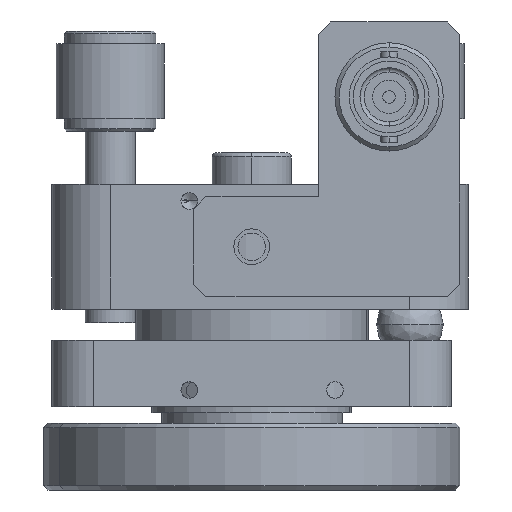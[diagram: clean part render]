
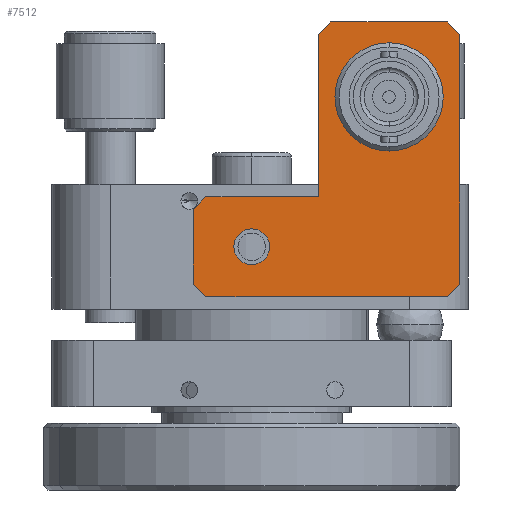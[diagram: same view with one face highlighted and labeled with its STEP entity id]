
A CAD part, front view. The second image highlights one B-rep face of the part: STEP entity #7512.
In plain terms, the highlighted planar face has unit normal (0, -1, 0).
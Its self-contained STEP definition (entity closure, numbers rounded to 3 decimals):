
#120 = ORIENTED_EDGE ( 'NONE', *, *, #2813, .T. ) ;
#148 = AXIS2_PLACEMENT_3D ( 'NONE', #7495, #9101, #9133 ) ;
#192 = DIRECTION ( 'NONE',  ( 0., -1., 0. ) ) ;
#219 = EDGE_CURVE ( 'NONE', #9042, #8793, #2005, .T. ) ;
#409 = VERTEX_POINT ( 'NONE', #6309 ) ;
#452 = EDGE_LOOP ( 'NONE', ( #4640, #1938 ) ) ;
#551 = VERTEX_POINT ( 'NONE', #951 ) ;
#606 = EDGE_CURVE ( 'NONE', #1061, #8739, #8455, .T. ) ;
#644 = ORIENTED_EDGE ( 'NONE', *, *, #9080, .T. ) ;
#795 = CARTESIAN_POINT ( 'NONE',  ( 19.092, -41.27, 75.714 ) ) ;
#951 = CARTESIAN_POINT ( 'NONE',  ( 17.592, -41.27, 44.214 ) ) ;
#978 = VECTOR ( 'NONE', #8874, 1000. ) ;
#1048 = ORIENTED_EDGE ( 'NONE', *, *, #5478, .F. ) ;
#1061 = VERTEX_POINT ( 'NONE', #5614 ) ;
#1121 = VERTEX_POINT ( 'NONE', #3960 ) ;
#1361 = VECTOR ( 'NONE', #9746, 1000. ) ;
#1427 = AXIS2_PLACEMENT_3D ( 'NONE', #9165, #1875, #9863 ) ;
#1574 = ORIENTED_EDGE ( 'NONE', *, *, #6319, .T. ) ;
#1645 = DIRECTION ( 'NONE',  ( 0., -1., 0. ) ) ;
#1724 = DIRECTION ( 'NONE',  ( 1., 0., 0. ) ) ;
#1765 = CARTESIAN_POINT ( 'NONE',  ( -11.408, -41.27, 44.214 ) ) ;
#1789 = CARTESIAN_POINT ( 'NONE',  ( -5.908, -41.27, 50.214 ) ) ;
#1863 = LINE ( 'NONE', #4265, #7297 ) ;
#1875 = DIRECTION ( 'NONE',  ( 0., 1., 0. ) ) ;
#1881 = FACE_BOUND ( 'NONE', #8314, .T. ) ;
#1938 = ORIENTED_EDGE ( 'NONE', *, *, #8597, .F. ) ;
#1954 = VERTEX_POINT ( 'NONE', #3905 ) ;
#1968 = ORIENTED_EDGE ( 'NONE', *, *, #4901, .T. ) ;
#2005 = CIRCLE ( 'NONE', #2764, 2.15 ) ;
#2378 = ORIENTED_EDGE ( 'NONE', *, *, #8650, .T. ) ;
#2420 = VERTEX_POINT ( 'NONE', #1765 ) ;
#2502 = VERTEX_POINT ( 'NONE', #4547 ) ;
#2524 = LINE ( 'NONE', #10477, #7091 ) ;
#2599 = CARTESIAN_POINT ( 'NONE',  ( 19.092, -41.27, 44.214 ) ) ;
#2723 = EDGE_LOOP ( 'NONE', ( #6267, #6132, #10109, #2378, #9978, #120, #6062, #644, #4715, #1574, #1968 ) ) ;
#2764 = AXIS2_PLACEMENT_3D ( 'NONE', #1789, #192, #1724 ) ;
#2813 = EDGE_CURVE ( 'NONE', #5542, #1121, #8462, .T. ) ;
#2867 = CARTESIAN_POINT ( 'NONE',  ( -3.758, -41.27, 50.214 ) ) ;
#3365 = VERTEX_POINT ( 'NONE', #7324 ) ;
#3454 = VERTEX_POINT ( 'NONE', #9897 ) ;
#3481 = AXIS2_PLACEMENT_3D ( 'NONE', #4950, #1645, #6555 ) ;
#3639 = CARTESIAN_POINT ( 'NONE',  ( 2.092, -41.27, 75.714 ) ) ;
#3820 = DIRECTION ( 'NONE',  ( 0.707, 0., 0.707 ) ) ;
#3905 = CARTESIAN_POINT ( 'NONE',  ( -11.408, -41.27, 56.214 ) ) ;
#3960 = CARTESIAN_POINT ( 'NONE',  ( -12.908, -41.27, 45.714 ) ) ;
#3981 = DIRECTION ( 'NONE',  ( -0.707, 0., 0.707 ) ) ;
#4002 = CARTESIAN_POINT ( 'NONE',  ( -12.908, -41.27, 54.714 ) ) ;
#4265 = CARTESIAN_POINT ( 'NONE',  ( -12.908, -41.27, 56.214 ) ) ;
#4547 = CARTESIAN_POINT ( 'NONE',  ( 15.592, -41.27, 68.214 ) ) ;
#4554 = VECTOR ( 'NONE', #7350, 1000. ) ;
#4613 = LINE ( 'NONE', #10202, #6634 ) ;
#4622 = CIRCLE ( 'NONE', #10401, 2.15 ) ;
#4640 = ORIENTED_EDGE ( 'NONE', *, *, #9245, .F. ) ;
#4669 = CIRCLE ( 'NONE', #3481, 5. ) ;
#4715 = ORIENTED_EDGE ( 'NONE', *, *, #10079, .T. ) ;
#4771 = CARTESIAN_POINT ( 'NONE',  ( 17.592, -41.27, 77.214 ) ) ;
#4901 = EDGE_CURVE ( 'NONE', #7106, #3454, #7025, .T. ) ;
#4948 = EDGE_CURVE ( 'NONE', #3454, #7102, #10195, .T. ) ;
#4950 = CARTESIAN_POINT ( 'NONE',  ( 10.592, -41.27, 68.214 ) ) ;
#5074 = DIRECTION ( 'NONE',  ( 1., 0., 0. ) ) ;
#5152 = VECTOR ( 'NONE', #3981, 1000. ) ;
#5338 = EDGE_CURVE ( 'NONE', #1954, #5542, #7652, .T. ) ;
#5400 = VECTOR ( 'NONE', #7103, 1000. ) ;
#5446 = LINE ( 'NONE', #3639, #8454 ) ;
#5478 = EDGE_CURVE ( 'NONE', #8793, #9042, #4622, .T. ) ;
#5542 = VERTEX_POINT ( 'NONE', #4002 ) ;
#5614 = CARTESIAN_POINT ( 'NONE',  ( 2.092, -41.27, 75.714 ) ) ;
#5843 = FACE_OUTER_BOUND ( 'NONE', #2723, .T. ) ;
#6058 = CARTESIAN_POINT ( 'NONE',  ( -12.908, -41.27, 54.714 ) ) ;
#6062 = ORIENTED_EDGE ( 'NONE', *, *, #8383, .T. ) ;
#6081 = LINE ( 'NONE', #2599, #7941 ) ;
#6096 = CARTESIAN_POINT ( 'NONE',  ( 2.092, -41.27, 56.214 ) ) ;
#6132 = ORIENTED_EDGE ( 'NONE', *, *, #9198, .T. ) ;
#6267 = ORIENTED_EDGE ( 'NONE', *, *, #4948, .T. ) ;
#6309 = CARTESIAN_POINT ( 'NONE',  ( 19.092, -41.27, 45.714 ) ) ;
#6319 = EDGE_CURVE ( 'NONE', #409, #7106, #4613, .T. ) ;
#6428 = DIRECTION ( 'NONE',  ( 1., 0., 0. ) ) ;
#6555 = DIRECTION ( 'NONE',  ( 1., 0., 0. ) ) ;
#6634 = VECTOR ( 'NONE', #7053, 1000. ) ;
#6699 = CIRCLE ( 'NONE', #148, 5. ) ;
#7025 = LINE ( 'NONE', #4771, #5152 ) ;
#7053 = DIRECTION ( 'NONE',  ( 0., 0., 1. ) ) ;
#7091 = VECTOR ( 'NONE', #3820, 1000. ) ;
#7102 = VERTEX_POINT ( 'NONE', #9675 ) ;
#7103 = DIRECTION ( 'NONE',  ( -0.707, 0., -0.707 ) ) ;
#7106 = VERTEX_POINT ( 'NONE', #795 ) ;
#7180 = CARTESIAN_POINT ( 'NONE',  ( -8.058, -41.27, 50.214 ) ) ;
#7269 = VECTOR ( 'NONE', #9517, 1000. ) ;
#7297 = VECTOR ( 'NONE', #10047, 1000. ) ;
#7324 = CARTESIAN_POINT ( 'NONE',  ( 5.592, -41.27, 68.214 ) ) ;
#7350 = DIRECTION ( 'NONE',  ( 0., 0., -1. ) ) ;
#7468 = PLANE ( 'NONE',  #1427 ) ;
#7480 = ORIENTED_EDGE ( 'NONE', *, *, #219, .F. ) ;
#7495 = CARTESIAN_POINT ( 'NONE',  ( 10.592, -41.27, 68.214 ) ) ;
#7512 = ADVANCED_FACE ( 'NONE', ( #5843, #1881, #10502 ), #7468, .F. ) ;
#7652 = LINE ( 'NONE', #6058, #5400 ) ;
#7941 = VECTOR ( 'NONE', #5074, 1000. ) ;
#8096 = CARTESIAN_POINT ( 'NONE',  ( -5.908, -41.27, 50.214 ) ) ;
#8314 = EDGE_LOOP ( 'NONE', ( #7480, #1048 ) ) ;
#8383 = EDGE_CURVE ( 'NONE', #1121, #2420, #9210, .T. ) ;
#8454 = VECTOR ( 'NONE', #9956, 1000. ) ;
#8455 = LINE ( 'NONE', #9059, #4554 ) ;
#8462 = LINE ( 'NONE', #8977, #1361 ) ;
#8597 = EDGE_CURVE ( 'NONE', #2502, #3365, #6699, .T. ) ;
#8650 = EDGE_CURVE ( 'NONE', #8739, #1954, #1863, .T. ) ;
#8739 = VERTEX_POINT ( 'NONE', #6096 ) ;
#8750 = CARTESIAN_POINT ( 'NONE',  ( -11.408, -41.27, 44.214 ) ) ;
#8793 = VERTEX_POINT ( 'NONE', #2867 ) ;
#8874 = DIRECTION ( 'NONE',  ( 0.707, 0., -0.707 ) ) ;
#8878 = CARTESIAN_POINT ( 'NONE',  ( 2.092, -41.27, 77.214 ) ) ;
#8977 = CARTESIAN_POINT ( 'NONE',  ( -12.908, -41.27, 44.214 ) ) ;
#9042 = VERTEX_POINT ( 'NONE', #7180 ) ;
#9059 = CARTESIAN_POINT ( 'NONE',  ( 2.092, -41.27, 56.214 ) ) ;
#9080 = EDGE_CURVE ( 'NONE', #2420, #551, #6081, .T. ) ;
#9101 = DIRECTION ( 'NONE',  ( 0., -1., 0. ) ) ;
#9133 = DIRECTION ( 'NONE',  ( 1., 0., 0. ) ) ;
#9165 = CARTESIAN_POINT ( 'NONE',  ( 19.092, -41.27, 44.214 ) ) ;
#9198 = EDGE_CURVE ( 'NONE', #7102, #1061, #5446, .T. ) ;
#9210 = LINE ( 'NONE', #8750, #978 ) ;
#9245 = EDGE_CURVE ( 'NONE', #3365, #2502, #4669, .T. ) ;
#9517 = DIRECTION ( 'NONE',  ( -1., 0., 0. ) ) ;
#9574 = DIRECTION ( 'NONE',  ( 0., -1., 0. ) ) ;
#9675 = CARTESIAN_POINT ( 'NONE',  ( 3.592, -41.27, 77.214 ) ) ;
#9746 = DIRECTION ( 'NONE',  ( 0., 0., -1. ) ) ;
#9863 = DIRECTION ( 'NONE',  ( -1., 0., 0. ) ) ;
#9897 = CARTESIAN_POINT ( 'NONE',  ( 17.592, -41.27, 77.214 ) ) ;
#9956 = DIRECTION ( 'NONE',  ( -0.707, 0., -0.707 ) ) ;
#9978 = ORIENTED_EDGE ( 'NONE', *, *, #5338, .T. ) ;
#10047 = DIRECTION ( 'NONE',  ( -1., 0., 0. ) ) ;
#10079 = EDGE_CURVE ( 'NONE', #551, #409, #2524, .T. ) ;
#10109 = ORIENTED_EDGE ( 'NONE', *, *, #606, .T. ) ;
#10195 = LINE ( 'NONE', #8878, #7269 ) ;
#10202 = CARTESIAN_POINT ( 'NONE',  ( 19.092, -41.27, 77.214 ) ) ;
#10401 = AXIS2_PLACEMENT_3D ( 'NONE', #8096, #9574, #6428 ) ;
#10477 = CARTESIAN_POINT ( 'NONE',  ( 19.092, -41.27, 45.714 ) ) ;
#10502 = FACE_BOUND ( 'NONE', #452, .T. ) ;
